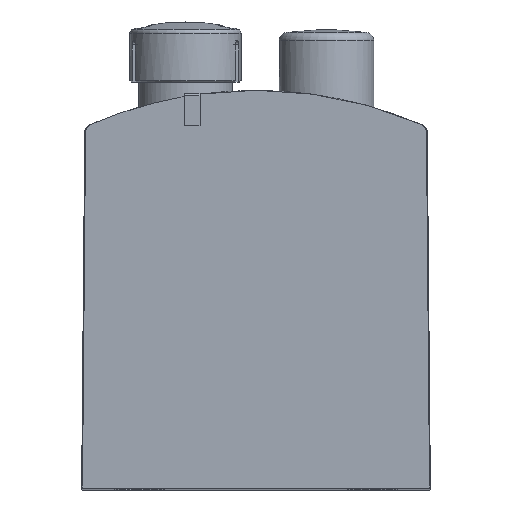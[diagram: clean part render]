
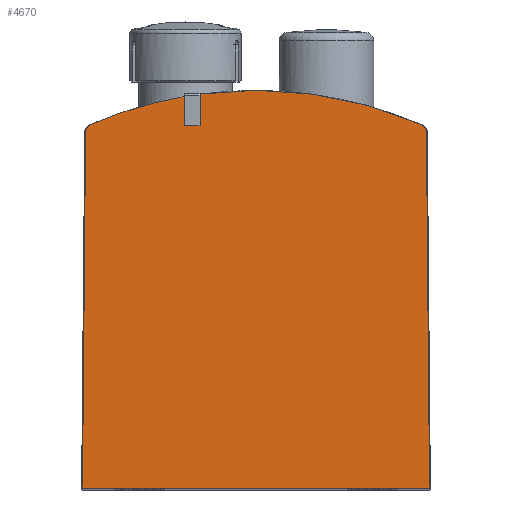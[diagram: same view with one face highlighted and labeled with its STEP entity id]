
A CAD part, top view. The second image highlights one B-rep face of the part: STEP entity #4670.
In plain terms, the highlighted planar face has unit normal (0, 0, 1).
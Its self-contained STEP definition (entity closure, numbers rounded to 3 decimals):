
#42=PLANE('',#4914);
#278=LINE('',#6460,#569);
#279=LINE('',#6462,#570);
#280=LINE('',#6464,#571);
#281=LINE('',#6467,#572);
#282=LINE('',#6469,#573);
#283=LINE('',#6471,#574);
#569=VECTOR('',#5368,1000.);
#570=VECTOR('',#5369,1000.);
#571=VECTOR('',#5370,1000.);
#572=VECTOR('',#5373,1000.);
#573=VECTOR('',#5374,1000.);
#574=VECTOR('',#5375,1000.);
#924=ORIENTED_EDGE('',*,*,#1917,.F.);
#925=ORIENTED_EDGE('',*,*,#1918,.T.);
#926=ORIENTED_EDGE('',*,*,#1919,.T.);
#927=ORIENTED_EDGE('',*,*,#1838,.F.);
#928=ORIENTED_EDGE('',*,*,#1920,.F.);
#929=ORIENTED_EDGE('',*,*,#1921,.T.);
#930=ORIENTED_EDGE('',*,*,#1922,.T.);
#931=ORIENTED_EDGE('',*,*,#1923,.T.);
#932=ORIENTED_EDGE('',*,*,#1924,.F.);
#933=ORIENTED_EDGE('',*,*,#1834,.F.);
#1834=EDGE_CURVE('',#2336,#2337,#2673,.F.);
#1838=EDGE_CURVE('',#2340,#2341,#2675,.F.);
#1917=EDGE_CURVE('',#2407,#2336,#278,.T.);
#1918=EDGE_CURVE('',#2407,#2408,#279,.T.);
#1919=EDGE_CURVE('',#2408,#2341,#280,.T.);
#1920=EDGE_CURVE('',#2409,#2340,#2696,.F.);
#1921=EDGE_CURVE('',#2409,#2410,#281,.T.);
#1922=EDGE_CURVE('',#2410,#2411,#282,.T.);
#1923=EDGE_CURVE('',#2411,#2412,#283,.T.);
#1924=EDGE_CURVE('',#2337,#2412,#2697,.F.);
#2336=VERTEX_POINT('',#6250);
#2337=VERTEX_POINT('',#6252);
#2340=VERTEX_POINT('',#6258);
#2341=VERTEX_POINT('',#6260);
#2407=VERTEX_POINT('',#6461);
#2408=VERTEX_POINT('',#6463);
#2409=VERTEX_POINT('',#6466);
#2410=VERTEX_POINT('',#6468);
#2411=VERTEX_POINT('',#6470);
#2412=VERTEX_POINT('',#6472);
#2673=CIRCLE('',#4865,50.1);
#2675=CIRCLE('',#4867,50.1);
#2696=CIRCLE('',#4915,1.);
#2697=CIRCLE('',#4916,1.);
#2830=EDGE_LOOP('',(#924,#925,#926,#927,#928,#929,#930,#931,#932,#933));
#3059=FACE_BOUND('',#2830,.T.);
#4670=ADVANCED_FACE('',(#3059),#42,.T.);
#4865=AXIS2_PLACEMENT_3D('',#6251,#5229,#5230);
#4867=AXIS2_PLACEMENT_3D('',#6259,#5235,#5236);
#4914=AXIS2_PLACEMENT_3D('',#6459,#5366,#5367);
#4915=AXIS2_PLACEMENT_3D('',#6465,#5371,#5372);
#4916=AXIS2_PLACEMENT_3D('',#6473,#5376,#5377);
#5229=DIRECTION('',(0.,0.,1.));
#5230=DIRECTION('',(1.,0.,0.));
#5235=DIRECTION('',(0.,0.,1.));
#5236=DIRECTION('',(1.,0.,0.));
#5366=DIRECTION('',(0.,0.,1.));
#5367=DIRECTION('',(1.,0.,0.));
#5368=DIRECTION('',(0.,1.,0.));
#5369=DIRECTION('',(-1.,0.,0.));
#5370=DIRECTION('',(0.,1.,0.));
#5371=DIRECTION('',(0.,0.,1.));
#5372=DIRECTION('',(1.,0.,0.));
#5373=DIRECTION('',(-0.009,-1.,0.));
#5374=DIRECTION('',(1.,0.,0.));
#5375=DIRECTION('',(-0.009,1.,0.));
#5376=DIRECTION('',(0.,0.,1.));
#5377=DIRECTION('',(1.,0.,0.));
#6250=CARTESIAN_POINT('',(-6.737,47.445,68.9));
#6251=CARTESIAN_POINT('',(0.,-2.2,68.9));
#6252=CARTESIAN_POINT('',(19.924,43.768,68.9));
#6258=CARTESIAN_POINT('',(-19.924,43.768,68.9));
#6259=CARTESIAN_POINT('',(0.,-2.2,68.9));
#6260=CARTESIAN_POINT('',(-8.663,47.145,68.9));
#6459=CARTESIAN_POINT('',(0.,0.,68.9));
#6460=CARTESIAN_POINT('',(-6.737,0.,68.9));
#6461=CARTESIAN_POINT('',(-6.737,43.7,68.9));
#6462=CARTESIAN_POINT('',(0.,43.7,68.9));
#6463=CARTESIAN_POINT('',(-8.663,43.7,68.9));
#6464=CARTESIAN_POINT('',(-8.663,0.,68.9));
#6465=CARTESIAN_POINT('',(-19.526,42.85,68.9));
#6466=CARTESIAN_POINT('',(-20.526,42.859,68.9));
#6467=CARTESIAN_POINT('',(-20.898,0.182,68.9));
#6468=CARTESIAN_POINT('',(-20.9,0.,68.9));
#6469=CARTESIAN_POINT('',(-21.,0.,68.9));
#6470=CARTESIAN_POINT('',(20.9,0.,68.9));
#6471=CARTESIAN_POINT('',(20.898,0.182,68.9));
#6472=CARTESIAN_POINT('',(20.526,42.859,68.9));
#6473=CARTESIAN_POINT('',(19.526,42.85,68.9));
